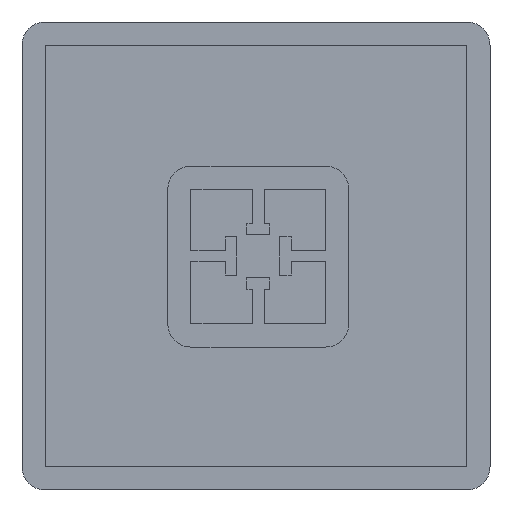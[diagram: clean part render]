
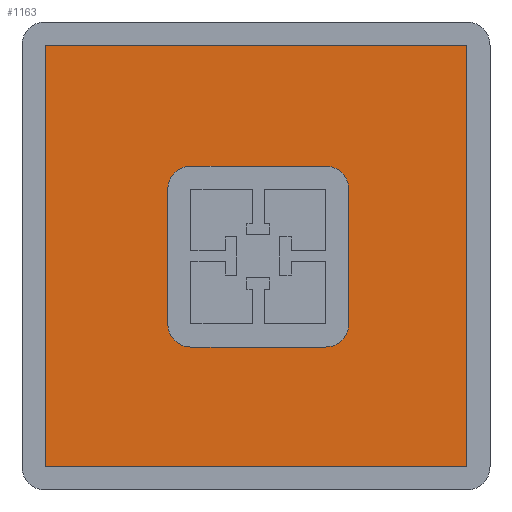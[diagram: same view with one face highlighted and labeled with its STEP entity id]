
A CAD part, front view. The second image highlights one B-rep face of the part: STEP entity #1163.
In plain terms, the highlighted planar face has unit normal (0, -1, 0).
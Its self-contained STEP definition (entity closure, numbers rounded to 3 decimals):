
#24=FACE_BOUND('',#128,.T.);
#31=CIRCLE('',#1236,2.);
#33=CIRCLE('',#1240,2.);
#35=CIRCLE('',#1244,2.);
#37=CIRCLE('',#1248,2.);
#65=FACE_OUTER_BOUND('',#127,.T.);
#127=EDGE_LOOP('',(#883,#884,#885,#886));
#128=EDGE_LOOP('',(#887,#888,#889,#890,#891,#892,#893,#894));
#174=LINE('',#1618,#326);
#177=LINE('',#1624,#329);
#180=LINE('',#1630,#332);
#182=LINE('',#1633,#334);
#217=LINE('',#1718,#369);
#221=LINE('',#1730,#373);
#225=LINE('',#1742,#377);
#229=LINE('',#1754,#381);
#326=VECTOR('',#1305,10.);
#329=VECTOR('',#1310,10.);
#332=VECTOR('',#1315,10.);
#334=VECTOR('',#1319,10.);
#369=VECTOR('',#1382,10.);
#373=VECTOR('',#1394,10.);
#377=VECTOR('',#1406,10.);
#381=VECTOR('',#1418,10.);
#476=VERTEX_POINT('',#1612);
#478=VERTEX_POINT('',#1616);
#480=VERTEX_POINT('',#1622);
#482=VERTEX_POINT('',#1628);
#517=VERTEX_POINT('',#1715);
#518=VERTEX_POINT('',#1717);
#520=VERTEX_POINT('',#1723);
#522=VERTEX_POINT('',#1729);
#524=VERTEX_POINT('',#1735);
#526=VERTEX_POINT('',#1741);
#528=VERTEX_POINT('',#1747);
#530=VERTEX_POINT('',#1753);
#590=EDGE_CURVE('',#476,#478,#174,.T.);
#593=EDGE_CURVE('',#478,#480,#177,.T.);
#596=EDGE_CURVE('',#480,#482,#180,.T.);
#598=EDGE_CURVE('',#482,#476,#182,.T.);
#637=EDGE_CURVE('',#518,#517,#217,.T.);
#640=EDGE_CURVE('',#520,#518,#31,.T.);
#643=EDGE_CURVE('',#522,#520,#221,.T.);
#646=EDGE_CURVE('',#524,#522,#33,.T.);
#649=EDGE_CURVE('',#526,#524,#225,.T.);
#652=EDGE_CURVE('',#528,#526,#35,.T.);
#655=EDGE_CURVE('',#530,#528,#229,.T.);
#658=EDGE_CURVE('',#517,#530,#37,.T.);
#883=ORIENTED_EDGE('',*,*,#590,.T.);
#884=ORIENTED_EDGE('',*,*,#593,.T.);
#885=ORIENTED_EDGE('',*,*,#596,.T.);
#886=ORIENTED_EDGE('',*,*,#598,.T.);
#887=ORIENTED_EDGE('',*,*,#637,.T.);
#888=ORIENTED_EDGE('',*,*,#658,.T.);
#889=ORIENTED_EDGE('',*,*,#655,.T.);
#890=ORIENTED_EDGE('',*,*,#652,.T.);
#891=ORIENTED_EDGE('',*,*,#649,.T.);
#892=ORIENTED_EDGE('',*,*,#646,.T.);
#893=ORIENTED_EDGE('',*,*,#643,.T.);
#894=ORIENTED_EDGE('',*,*,#640,.T.);
#1106=PLANE('',#1250);
#1163=ADVANCED_FACE('',(#65,#24),#1106,.F.);
#1236=AXIS2_PLACEMENT_3D('',#1724,#1388,#1389);
#1240=AXIS2_PLACEMENT_3D('',#1736,#1400,#1401);
#1244=AXIS2_PLACEMENT_3D('',#1748,#1412,#1413);
#1248=AXIS2_PLACEMENT_3D('',#1758,#1424,#1425);
#1250=AXIS2_PLACEMENT_3D('',#1809,#1455,#1456);
#1305=DIRECTION('',(1.,0.,0.));
#1310=DIRECTION('',(0.,0.,1.));
#1315=DIRECTION('',(-1.,0.,0.));
#1319=DIRECTION('',(0.,0.,-1.));
#1382=DIRECTION('',(0.,0.,1.));
#1388=DIRECTION('center_axis',(0.,1.,0.));
#1389=DIRECTION('ref_axis',(0.,0.,-1.));
#1394=DIRECTION('',(-1.,0.,0.));
#1400=DIRECTION('center_axis',(0.,1.,0.));
#1401=DIRECTION('ref_axis',(1.,0.,0.));
#1406=DIRECTION('',(0.,0.,-1.));
#1412=DIRECTION('center_axis',(0.,1.,0.));
#1413=DIRECTION('ref_axis',(0.,0.,1.));
#1418=DIRECTION('',(1.,0.,0.));
#1424=DIRECTION('center_axis',(0.,1.,0.));
#1425=DIRECTION('ref_axis',(-1.,0.,0.));
#1455=DIRECTION('center_axis',(0.,1.,0.));
#1456=DIRECTION('ref_axis',(1.,0.,0.));
#1612=CARTESIAN_POINT('',(-18.5,3.,-11.5));
#1616=CARTESIAN_POINT('',(18.1,3.,-11.5));
#1618=CARTESIAN_POINT('',(8.95,3.,-11.5));
#1622=CARTESIAN_POINT('',(18.1,3.,25.1));
#1624=CARTESIAN_POINT('',(18.1,3.,15.95));
#1628=CARTESIAN_POINT('',(-18.5,3.,25.1));
#1630=CARTESIAN_POINT('',(-9.35,3.,25.1));
#1633=CARTESIAN_POINT('',(-18.5,3.,-2.35));
#1715=CARTESIAN_POINT('',(-7.85,3.,12.6));
#1717=CARTESIAN_POINT('',(-7.85,3.,0.902));
#1718=CARTESIAN_POINT('',(-7.85,3.,3.851));
#1723=CARTESIAN_POINT('',(-5.85,3.,-1.098));
#1724=CARTESIAN_POINT('Origin',(-5.85,3.,0.902));
#1729=CARTESIAN_POINT('',(5.85,3.,-1.098));
#1730=CARTESIAN_POINT('',(2.825,3.,-1.098));
#1735=CARTESIAN_POINT('',(7.85,3.,0.902));
#1736=CARTESIAN_POINT('Origin',(5.85,3.,0.902));
#1741=CARTESIAN_POINT('',(7.85,3.,12.6));
#1742=CARTESIAN_POINT('',(7.85,3.,9.7));
#1747=CARTESIAN_POINT('',(5.85,3.,14.6));
#1748=CARTESIAN_POINT('Origin',(5.85,3.,12.6));
#1753=CARTESIAN_POINT('',(-5.85,3.,14.6));
#1754=CARTESIAN_POINT('',(-3.025,3.,14.6));
#1758=CARTESIAN_POINT('Origin',(-5.85,3.,12.6));
#1809=CARTESIAN_POINT('Origin',(-0.2,3.,6.8));
